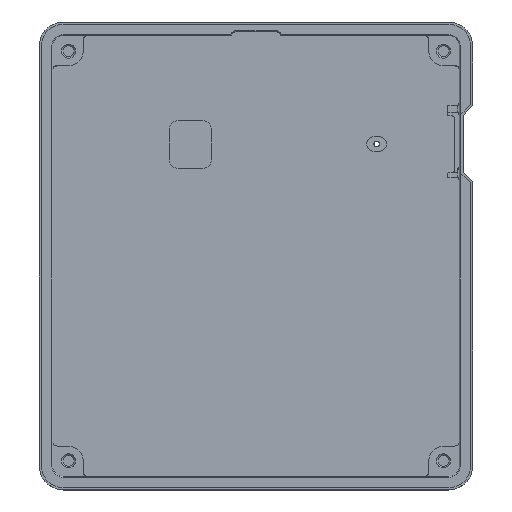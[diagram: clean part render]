
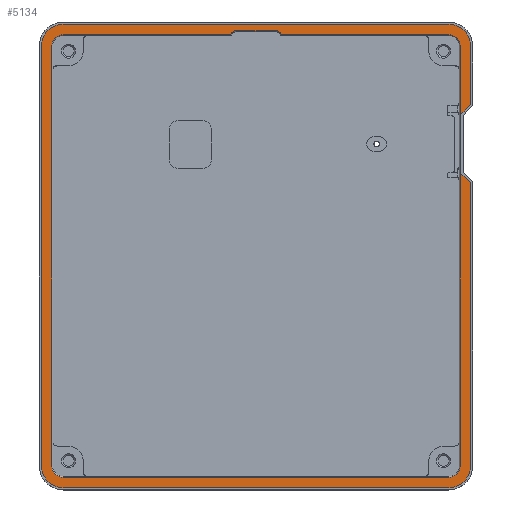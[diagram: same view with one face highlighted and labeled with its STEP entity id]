
A CAD part, top view. The second image highlights one B-rep face of the part: STEP entity #5134.
In plain terms, the highlighted planar face has unit normal (0, 0, 1).
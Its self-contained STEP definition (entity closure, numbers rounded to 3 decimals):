
#33=FACE_BOUND('',#626,.T.);
#116=PLANE('',#5536);
#325=FACE_OUTER_BOUND('',#625,.T.);
#625=EDGE_LOOP('',(#3934,#3935,#3936,#3937,#3938,#3939,#3940,#3941,#3942,
#3943,#3944,#3945));
#626=EDGE_LOOP('',(#3946,#3947,#3948,#3949,#3950,#3951,#3952,#3953,#3954,
#3955,#3956,#3957));
#892=CIRCLE('',#5530,1.45);
#895=CIRCLE('',#5535,1.45);
#896=CIRCLE('',#5537,4.8);
#897=CIRCLE('',#5538,4.8);
#898=CIRCLE('',#5539,4.8);
#899=CIRCLE('',#5540,4.8);
#900=CIRCLE('',#5541,2.5);
#901=CIRCLE('',#5542,2.5);
#902=CIRCLE('',#5543,2.5);
#903=CIRCLE('',#5544,2.5);
#1403=LINE('',#10072,#1807);
#1406=LINE('',#10087,#1810);
#1407=LINE('',#10091,#1811);
#1408=LINE('',#10095,#1812);
#1409=LINE('',#10097,#1813);
#1410=LINE('',#10099,#1814);
#1411=LINE('',#10101,#1815);
#1412=LINE('',#10103,#1816);
#1413=LINE('',#10107,#1817);
#1414=LINE('',#10110,#1818);
#1415=LINE('',#10114,#1819);
#1416=LINE('',#10118,#1820);
#1417=LINE('',#10122,#1821);
#1418=LINE('',#10125,#1822);
#1807=VECTOR('',#6445,10.);
#1810=VECTOR('',#6456,10.);
#1811=VECTOR('',#6459,10.);
#1812=VECTOR('',#6462,10.);
#1813=VECTOR('',#6463,10.);
#1814=VECTOR('',#6464,10.);
#1815=VECTOR('',#6465,10.);
#1816=VECTOR('',#6466,10.);
#1817=VECTOR('',#6469,10.);
#1818=VECTOR('',#6472,10.);
#1819=VECTOR('',#6475,10.);
#1820=VECTOR('',#6478,10.);
#1821=VECTOR('',#6481,10.);
#1822=VECTOR('',#6484,10.);
#2341=VERTEX_POINT('',#10061);
#2342=VERTEX_POINT('',#10065);
#2344=VERTEX_POINT('',#10071);
#2346=VERTEX_POINT('',#10077);
#2348=VERTEX_POINT('',#10085);
#2349=VERTEX_POINT('',#10086);
#2350=VERTEX_POINT('',#10088);
#2351=VERTEX_POINT('',#10090);
#2352=VERTEX_POINT('',#10092);
#2353=VERTEX_POINT('',#10094);
#2354=VERTEX_POINT('',#10096);
#2355=VERTEX_POINT('',#10098);
#2356=VERTEX_POINT('',#10100);
#2357=VERTEX_POINT('',#10102);
#2358=VERTEX_POINT('',#10104);
#2359=VERTEX_POINT('',#10106);
#2360=VERTEX_POINT('',#10109);
#2361=VERTEX_POINT('',#10111);
#2362=VERTEX_POINT('',#10113);
#2363=VERTEX_POINT('',#10115);
#2364=VERTEX_POINT('',#10117);
#2365=VERTEX_POINT('',#10119);
#2366=VERTEX_POINT('',#10121);
#2367=VERTEX_POINT('',#10123);
#2952=EDGE_CURVE('',#2341,#2342,#892,.T.);
#2955=EDGE_CURVE('',#2342,#2344,#1403,.T.);
#2960=EDGE_CURVE('',#2344,#2346,#895,.T.);
#2961=EDGE_CURVE('',#2348,#2349,#1406,.T.);
#2962=EDGE_CURVE('',#2350,#2348,#896,.T.);
#2963=EDGE_CURVE('',#2351,#2350,#1407,.T.);
#2964=EDGE_CURVE('',#2352,#2351,#897,.T.);
#2965=EDGE_CURVE('',#2353,#2352,#1408,.T.);
#2966=EDGE_CURVE('',#2354,#2353,#1409,.T.);
#2967=EDGE_CURVE('',#2355,#2354,#1410,.T.);
#2968=EDGE_CURVE('',#2356,#2355,#1411,.T.);
#2969=EDGE_CURVE('',#2357,#2356,#1412,.T.);
#2970=EDGE_CURVE('',#2358,#2357,#898,.T.);
#2971=EDGE_CURVE('',#2359,#2358,#1413,.T.);
#2972=EDGE_CURVE('',#2349,#2359,#899,.T.);
#2973=EDGE_CURVE('',#2360,#2341,#1414,.T.);
#2974=EDGE_CURVE('',#2361,#2360,#900,.T.);
#2975=EDGE_CURVE('',#2362,#2361,#1415,.T.);
#2976=EDGE_CURVE('',#2363,#2362,#901,.T.);
#2977=EDGE_CURVE('',#2364,#2363,#1416,.T.);
#2978=EDGE_CURVE('',#2365,#2364,#902,.T.);
#2979=EDGE_CURVE('',#2366,#2365,#1417,.T.);
#2980=EDGE_CURVE('',#2367,#2366,#903,.T.);
#2981=EDGE_CURVE('',#2346,#2367,#1418,.T.);
#3934=ORIENTED_EDGE('',*,*,#2961,.F.);
#3935=ORIENTED_EDGE('',*,*,#2962,.F.);
#3936=ORIENTED_EDGE('',*,*,#2963,.F.);
#3937=ORIENTED_EDGE('',*,*,#2964,.F.);
#3938=ORIENTED_EDGE('',*,*,#2965,.F.);
#3939=ORIENTED_EDGE('',*,*,#2966,.F.);
#3940=ORIENTED_EDGE('',*,*,#2967,.F.);
#3941=ORIENTED_EDGE('',*,*,#2968,.F.);
#3942=ORIENTED_EDGE('',*,*,#2969,.F.);
#3943=ORIENTED_EDGE('',*,*,#2970,.F.);
#3944=ORIENTED_EDGE('',*,*,#2971,.F.);
#3945=ORIENTED_EDGE('',*,*,#2972,.F.);
#3946=ORIENTED_EDGE('',*,*,#2960,.F.);
#3947=ORIENTED_EDGE('',*,*,#2955,.F.);
#3948=ORIENTED_EDGE('',*,*,#2952,.F.);
#3949=ORIENTED_EDGE('',*,*,#2973,.F.);
#3950=ORIENTED_EDGE('',*,*,#2974,.F.);
#3951=ORIENTED_EDGE('',*,*,#2975,.F.);
#3952=ORIENTED_EDGE('',*,*,#2976,.F.);
#3953=ORIENTED_EDGE('',*,*,#2977,.F.);
#3954=ORIENTED_EDGE('',*,*,#2978,.F.);
#3955=ORIENTED_EDGE('',*,*,#2979,.F.);
#3956=ORIENTED_EDGE('',*,*,#2980,.F.);
#3957=ORIENTED_EDGE('',*,*,#2981,.F.);
#5134=ADVANCED_FACE('',(#325,#33),#116,.T.);
#5530=AXIS2_PLACEMENT_3D('',#10066,#6438,#6439);
#5535=AXIS2_PLACEMENT_3D('',#10083,#6452,#6453);
#5536=AXIS2_PLACEMENT_3D('',#10084,#6454,#6455);
#5537=AXIS2_PLACEMENT_3D('',#10089,#6457,#6458);
#5538=AXIS2_PLACEMENT_3D('',#10093,#6460,#6461);
#5539=AXIS2_PLACEMENT_3D('',#10105,#6467,#6468);
#5540=AXIS2_PLACEMENT_3D('',#10108,#6470,#6471);
#5541=AXIS2_PLACEMENT_3D('',#10112,#6473,#6474);
#5542=AXIS2_PLACEMENT_3D('',#10116,#6476,#6477);
#5543=AXIS2_PLACEMENT_3D('',#10120,#6479,#6480);
#5544=AXIS2_PLACEMENT_3D('',#10124,#6482,#6483);
#6438=DIRECTION('center_axis',(0.,0.,1.));
#6439=DIRECTION('ref_axis',(0.954,0.299,0.));
#6445=DIRECTION('',(-1.,0.,0.));
#6452=DIRECTION('center_axis',(0.,0.,1.));
#6453=DIRECTION('ref_axis',(-0.954,0.299,0.));
#6454=DIRECTION('center_axis',(0.,0.,1.));
#6455=DIRECTION('ref_axis',(1.,0.,0.));
#6456=DIRECTION('',(0.,1.,0.));
#6457=DIRECTION('center_axis',(0.,0.,-1.));
#6458=DIRECTION('ref_axis',(-1.,0.,0.));
#6459=DIRECTION('',(-1.,0.,0.));
#6460=DIRECTION('center_axis',(0.,0.,-1.));
#6461=DIRECTION('ref_axis',(0.,-1.,0.));
#6462=DIRECTION('',(0.,-1.,0.));
#6463=DIRECTION('',(0.707,-0.707,0.));
#6464=DIRECTION('',(0.,-1.,0.));
#6465=DIRECTION('',(-0.707,-0.707,0.));
#6466=DIRECTION('',(0.,-1.,0.));
#6467=DIRECTION('center_axis',(0.,0.,-1.));
#6468=DIRECTION('ref_axis',(1.,0.,0.));
#6469=DIRECTION('',(1.,0.,0.));
#6470=DIRECTION('center_axis',(0.,0.,-1.));
#6471=DIRECTION('ref_axis',(0.,1.,0.));
#6472=DIRECTION('',(-1.,0.,0.));
#6473=DIRECTION('center_axis',(0.,0.,1.));
#6474=DIRECTION('ref_axis',(0.,1.,0.));
#6475=DIRECTION('',(0.,1.,0.));
#6476=DIRECTION('center_axis',(0.,0.,1.));
#6477=DIRECTION('ref_axis',(1.,0.,0.));
#6478=DIRECTION('',(1.,0.,0.));
#6479=DIRECTION('center_axis',(0.,0.,1.));
#6480=DIRECTION('ref_axis',(0.,-1.,0.));
#6481=DIRECTION('',(0.,-1.,0.));
#6482=DIRECTION('center_axis',(0.,0.,1.));
#6483=DIRECTION('ref_axis',(-1.,0.,0.));
#6484=DIRECTION('',(-1.,0.,0.));
#10061=CARTESIAN_POINT('',(94.563,54.324,-5.1));
#10065=CARTESIAN_POINT('',(93.232,55.2,-5.1));
#10066=CARTESIAN_POINT('Origin',(93.232,53.75,-5.1));
#10071=CARTESIAN_POINT('',(84.667,55.2,-5.1));
#10072=CARTESIAN_POINT('',(91.687,55.2,-5.1));
#10077=CARTESIAN_POINT('',(83.336,54.324,-5.1));
#10083=CARTESIAN_POINT('Origin',(84.667,53.75,-5.1));
#10084=CARTESIAN_POINT('Origin',(88.95,4.951,-5.1));
#10085=CARTESIAN_POINT('',(41.15,-41.921,-5.1));
#10086=CARTESIAN_POINT('',(41.15,51.824,-5.1));
#10087=CARTESIAN_POINT('',(41.15,-18.485,-5.1));
#10088=CARTESIAN_POINT('',(45.95,-46.721,-5.1));
#10089=CARTESIAN_POINT('Origin',(45.95,-41.921,-5.1));
#10090=CARTESIAN_POINT('',(131.95,-46.721,-5.1));
#10091=CARTESIAN_POINT('',(110.45,-46.721,-5.1));
#10092=CARTESIAN_POINT('',(136.75,-41.921,-5.1));
#10093=CARTESIAN_POINT('Origin',(131.95,-41.921,-5.1));
#10094=CARTESIAN_POINT('',(136.75,21.302,-5.1));
#10095=CARTESIAN_POINT('',(136.75,13.127,-5.1));
#10096=CARTESIAN_POINT('',(134.628,23.423,-5.1));
#10097=CARTESIAN_POINT('',(127.827,30.225,-5.1));
#10098=CARTESIAN_POINT('',(134.628,36.57,-5.1));
#10099=CARTESIAN_POINT('',(134.628,20.761,-5.1));
#10100=CARTESIAN_POINT('',(136.75,38.691,-5.1));
#10101=CARTESIAN_POINT('',(116.365,18.306,-5.1));
#10102=CARTESIAN_POINT('',(136.75,51.824,-5.1));
#10103=CARTESIAN_POINT('',(136.75,28.388,-5.1));
#10104=CARTESIAN_POINT('',(131.95,56.624,-5.1));
#10105=CARTESIAN_POINT('Origin',(131.95,51.824,-5.1));
#10106=CARTESIAN_POINT('',(45.95,56.624,-5.1));
#10107=CARTESIAN_POINT('',(67.45,56.624,-5.1));
#10108=CARTESIAN_POINT('Origin',(45.95,51.824,-5.1));
#10109=CARTESIAN_POINT('',(131.95,54.324,-5.1));
#10110=CARTESIAN_POINT('',(110.45,54.324,-5.1));
#10111=CARTESIAN_POINT('',(134.45,51.824,-5.1));
#10112=CARTESIAN_POINT('Origin',(131.95,51.824,-5.1));
#10113=CARTESIAN_POINT('',(134.45,-41.921,-5.1));
#10114=CARTESIAN_POINT('',(134.45,-18.485,-5.1));
#10115=CARTESIAN_POINT('',(131.95,-44.421,-5.1));
#10116=CARTESIAN_POINT('Origin',(131.95,-41.921,-5.1));
#10117=CARTESIAN_POINT('',(45.95,-44.421,-5.1));
#10118=CARTESIAN_POINT('',(67.45,-44.421,-5.1));
#10119=CARTESIAN_POINT('',(43.45,-41.921,-5.1));
#10120=CARTESIAN_POINT('Origin',(45.95,-41.921,-5.1));
#10121=CARTESIAN_POINT('',(43.45,51.824,-5.1));
#10122=CARTESIAN_POINT('',(43.45,28.388,-5.1));
#10123=CARTESIAN_POINT('',(45.95,54.324,-5.1));
#10124=CARTESIAN_POINT('Origin',(45.95,51.824,-5.1));
#10125=CARTESIAN_POINT('',(110.45,54.324,-5.1));
